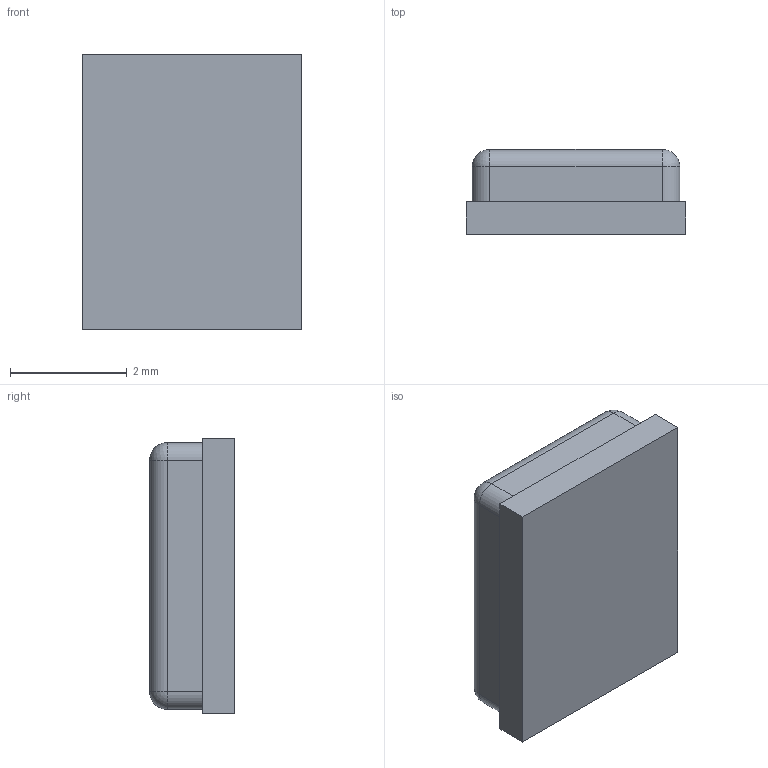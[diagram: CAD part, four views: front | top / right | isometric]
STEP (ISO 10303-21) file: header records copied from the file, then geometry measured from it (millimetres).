
FILE_DESCRIPTION(/* description */ (''),/* implementation_level */ '2;1');
FILE_NAME(/* name */ 'MPM151 Sensor.step',/* time_stamp */ '2020-03-27T18:01:53+00:00',/* author */ (''),/* organization */ (''),/* preprocessor_version */ 'ST-DEVELOPER v18',/* originating_system */ 'Autodesk Translation Framework v8.12.0.6',/* authorisation */ '');
FILE_SCHEMA (('AUTOMOTIVE_DESIGN { 1 0 10303 214 3 1 1 }'));
Length unit declared in the file: millimetre
Products named in the file (3): MPM151 Sensor; PCB; Lid
Assembly tree (2 placements, depth 3):
  MPM151 Sensor
    PCB
      Lid
Bounding box: 3.76 x 1.45 x 4.72 mm (x, y, z)
Volume: 23.5 mm3; surface area: 90.5 mm2
Topology: 2 solids, 2 shells, 26 faces, 55 edges, 33 vertices
Faces by surface type: plane 12, cylinder 9, sphere 4, torus 1
Full cylindrical faces by diameter (mm): 0.84 x1
Entity records: 785 total; most frequent: DIRECTION 139, CARTESIAN_POINT 119, ORIENTED_EDGE 110, EDGE_CURVE 55, AXIS2_PLACEMENT_3D 53, LINE 33, VECTOR 33, VERTEX_POINT 33
